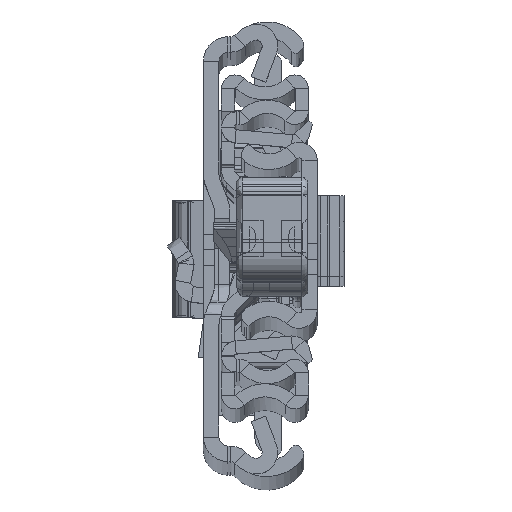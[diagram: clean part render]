
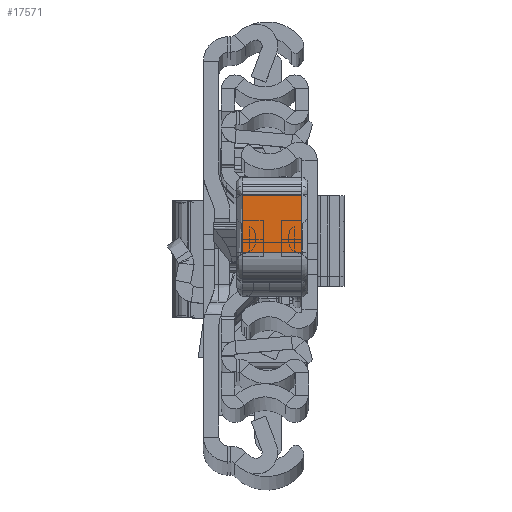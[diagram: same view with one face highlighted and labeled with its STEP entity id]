
A CAD part, top view. The second image highlights one B-rep face of the part: STEP entity #17571.
In plain terms, the highlighted face is planar.
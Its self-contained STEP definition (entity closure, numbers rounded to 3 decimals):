
#45 = CARTESIAN_POINT ( 'NONE',  ( 39.818, -2.465, -10. ) ) ;
#85 = DIRECTION ( 'NONE',  ( -0.027, -1., 0. ) ) ;
#537 = FACE_OUTER_BOUND ( 'NONE', #24951, .T. ) ;
#1229 = LINE ( 'NONE', #12709, #15571 ) ;
#2065 = ORIENTED_EDGE ( 'NONE', *, *, #16322, .F. ) ;
#2194 = VECTOR ( 'NONE', #36890, 1000. ) ;
#2350 = CARTESIAN_POINT ( 'NONE',  ( 39.55, -12.274, 0. ) ) ;
#4147 = EDGE_CURVE ( 'NONE', #9498, #5847, #25493, .T. ) ;
#4773 = LINE ( 'NONE', #37005, #19488 ) ;
#4941 = CARTESIAN_POINT ( 'NONE',  ( 39.55, -12.274, 0. ) ) ;
#5847 = VERTEX_POINT ( 'NONE', #10922 ) ;
#8118 = EDGE_CURVE ( 'NONE', #26128, #10143, #28638, .T. ) ;
#9498 = VERTEX_POINT ( 'NONE', #45 ) ;
#10143 = VERTEX_POINT ( 'NONE', #37177 ) ;
#10922 = CARTESIAN_POINT ( 'NONE',  ( 39.55, -12.274, -10. ) ) ;
#12201 = PLANE ( 'NONE',  #19939 ) ;
#12709 = CARTESIAN_POINT ( 'NONE',  ( 39.55, -12.274, -11. ) ) ;
#13232 = ORIENTED_EDGE ( 'NONE', *, *, #4147, .F. ) ;
#15571 = VECTOR ( 'NONE', #21355, 1000. ) ;
#16322 = EDGE_CURVE ( 'NONE', #5847, #26128, #1229, .T. ) ;
#16449 = DIRECTION ( 'NONE',  ( 0., 0., -1. ) ) ;
#17571 = ADVANCED_FACE ( 'NONE', ( #537 ), #12201, .F. ) ;
#19488 = VECTOR ( 'NONE', #16449, 1000. ) ;
#19542 = ORIENTED_EDGE ( 'NONE', *, *, #35792, .F. ) ;
#19939 = AXIS2_PLACEMENT_3D ( 'NONE', #26574, #37682, #85 ) ;
#21355 = DIRECTION ( 'NONE',  ( 0., 0., 1. ) ) ;
#22763 = CARTESIAN_POINT ( 'NONE',  ( 39.55, -12.274, -10. ) ) ;
#22955 = DIRECTION ( 'NONE',  ( -0.027, -1., 0. ) ) ;
#24682 = VECTOR ( 'NONE', #22955, 1000. ) ;
#24951 = EDGE_LOOP ( 'NONE', ( #2065, #13232, #19542, #27852 ) ) ;
#25493 = LINE ( 'NONE', #22763, #24682 ) ;
#26128 = VERTEX_POINT ( 'NONE', #4941 ) ;
#26574 = CARTESIAN_POINT ( 'NONE',  ( 39.55, -12.274, -11. ) ) ;
#27852 = ORIENTED_EDGE ( 'NONE', *, *, #8118, .F. ) ;
#28638 = LINE ( 'NONE', #2350, #2194 ) ;
#35792 = EDGE_CURVE ( 'NONE', #10143, #9498, #4773, .T. ) ;
#36890 = DIRECTION ( 'NONE',  ( 0.027, 1., 0. ) ) ;
#37005 = CARTESIAN_POINT ( 'NONE',  ( 39.818, -2.465, -11. ) ) ;
#37177 = CARTESIAN_POINT ( 'NONE',  ( 39.818, -2.465, 0. ) ) ;
#37682 = DIRECTION ( 'NONE',  ( -1., 0.027, 0. ) ) ;
